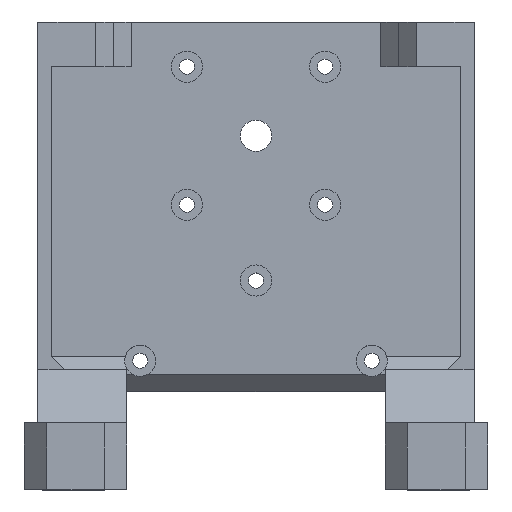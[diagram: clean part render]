
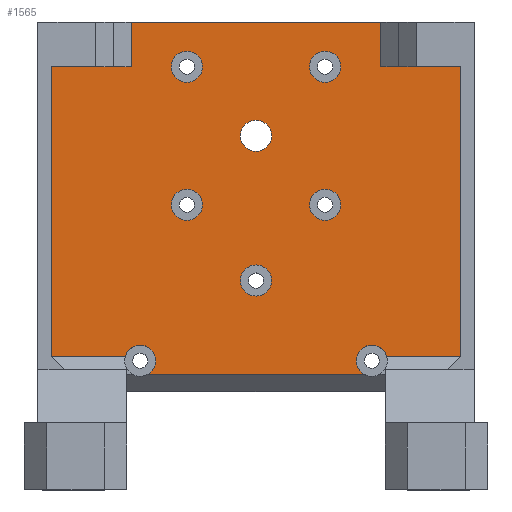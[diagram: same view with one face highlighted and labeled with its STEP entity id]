
A CAD part, top view. The second image highlights one B-rep face of the part: STEP entity #1565.
In plain terms, the highlighted planar face has unit normal (0, 0, 1).
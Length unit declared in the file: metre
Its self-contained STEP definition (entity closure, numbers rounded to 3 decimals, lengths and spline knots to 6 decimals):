
#45=CIRCLE('',#1679,0.0035);
#46=CIRCLE('',#1680,0.0035);
#47=CIRCLE('',#1681,0.0035);
#48=CIRCLE('',#1682,0.0035);
#49=CIRCLE('',#1683,0.0035);
#50=CIRCLE('',#1684,0.0035);
#51=CIRCLE('',#1685,0.0035);
#52=CIRCLE('',#1686,0.0035);
#171=ORIENTED_EDGE('',*,*,#578,.T.);
#172=ORIENTED_EDGE('',*,*,#579,.F.);
#173=ORIENTED_EDGE('',*,*,#542,.T.);
#174=ORIENTED_EDGE('',*,*,#580,.F.);
#175=ORIENTED_EDGE('',*,*,#581,.T.);
#176=ORIENTED_EDGE('',*,*,#582,.F.);
#177=ORIENTED_EDGE('',*,*,#583,.F.);
#178=ORIENTED_EDGE('',*,*,#584,.T.);
#179=ORIENTED_EDGE('',*,*,#571,.F.);
#180=ORIENTED_EDGE('',*,*,#585,.T.);
#181=ORIENTED_EDGE('',*,*,#586,.F.);
#182=ORIENTED_EDGE('',*,*,#587,.T.);
#183=ORIENTED_EDGE('',*,*,#588,.F.);
#184=ORIENTED_EDGE('',*,*,#589,.F.);
#185=ORIENTED_EDGE('',*,*,#590,.F.);
#186=ORIENTED_EDGE('',*,*,#591,.F.);
#187=ORIENTED_EDGE('',*,*,#592,.F.);
#188=ORIENTED_EDGE('',*,*,#593,.F.);
#542=EDGE_CURVE('',#748,#747,#903,.T.);
#571=EDGE_CURVE('',#773,#774,#931,.T.);
#578=EDGE_CURVE('',#780,#781,#936,.T.);
#579=EDGE_CURVE('',#748,#781,#45,.T.);
#580=EDGE_CURVE('',#782,#747,#46,.T.);
#581=EDGE_CURVE('',#782,#783,#937,.T.);
#582=EDGE_CURVE('',#784,#783,#938,.T.);
#583=EDGE_CURVE('',#785,#784,#939,.T.);
#584=EDGE_CURVE('',#785,#774,#940,.T.);
#585=EDGE_CURVE('',#773,#786,#941,.T.);
#586=EDGE_CURVE('',#787,#786,#942,.T.);
#587=EDGE_CURVE('',#787,#780,#943,.T.);
#588=EDGE_CURVE('',#788,#788,#47,.T.);
#589=EDGE_CURVE('',#789,#789,#48,.T.);
#590=EDGE_CURVE('',#790,#790,#49,.T.);
#591=EDGE_CURVE('',#791,#791,#50,.T.);
#592=EDGE_CURVE('',#792,#792,#51,.T.);
#593=EDGE_CURVE('',#793,#793,#52,.T.);
#747=VERTEX_POINT('',#2335);
#748=VERTEX_POINT('',#2337);
#773=VERTEX_POINT('',#2393);
#774=VERTEX_POINT('',#2395);
#780=VERTEX_POINT('',#2409);
#781=VERTEX_POINT('',#2410);
#782=VERTEX_POINT('',#2413);
#783=VERTEX_POINT('',#2415);
#784=VERTEX_POINT('',#2417);
#785=VERTEX_POINT('',#2419);
#786=VERTEX_POINT('',#2422);
#787=VERTEX_POINT('',#2424);
#788=VERTEX_POINT('',#2427);
#789=VERTEX_POINT('',#2429);
#790=VERTEX_POINT('',#2431);
#791=VERTEX_POINT('',#2433);
#792=VERTEX_POINT('',#2435);
#793=VERTEX_POINT('',#2437);
#903=LINE('',#2336,#1056);
#931=LINE('',#2394,#1084);
#936=LINE('',#2408,#1089);
#937=LINE('',#2414,#1090);
#938=LINE('',#2416,#1091);
#939=LINE('',#2418,#1092);
#940=LINE('',#2420,#1093);
#941=LINE('',#2421,#1094);
#942=LINE('',#2423,#1095);
#943=LINE('',#2425,#1096);
#1056=VECTOR('',#1861,1.);
#1084=VECTOR('',#1897,1.);
#1089=VECTOR('',#1908,1.);
#1090=VECTOR('',#1913,1.);
#1091=VECTOR('',#1914,1.);
#1092=VECTOR('',#1915,1.);
#1093=VECTOR('',#1916,1.);
#1094=VECTOR('',#1917,1.);
#1095=VECTOR('',#1918,1.);
#1096=VECTOR('',#1919,1.);
#1192=EDGE_LOOP('',(#171,#172,#173,#174,#175,#176,#177,#178,#179,#180,#181,
#182));
#1193=EDGE_LOOP('',(#183));
#1194=EDGE_LOOP('',(#184));
#1195=EDGE_LOOP('',(#185));
#1196=EDGE_LOOP('',(#186));
#1197=EDGE_LOOP('',(#187));
#1198=EDGE_LOOP('',(#188));
#1345=FACE_BOUND('',#1192,.T.);
#1346=FACE_BOUND('',#1193,.T.);
#1347=FACE_BOUND('',#1194,.T.);
#1348=FACE_BOUND('',#1195,.T.);
#1349=FACE_BOUND('',#1196,.T.);
#1350=FACE_BOUND('',#1197,.T.);
#1351=FACE_BOUND('',#1198,.T.);
#1496=PLANE('',#1678);
#1565=ADVANCED_FACE('',(#1345,#1346,#1347,#1348,#1349,#1350,#1351),#1496,
 .T.);
#1678=AXIS2_PLACEMENT_3D('',#2407,#1906,#1907);
#1679=AXIS2_PLACEMENT_3D('',#2411,#1909,#1910);
#1680=AXIS2_PLACEMENT_3D('',#2412,#1911,#1912);
#1681=AXIS2_PLACEMENT_3D('',#2426,#1920,#1921);
#1682=AXIS2_PLACEMENT_3D('',#2428,#1922,#1923);
#1683=AXIS2_PLACEMENT_3D('',#2430,#1924,#1925);
#1684=AXIS2_PLACEMENT_3D('',#2432,#1926,#1927);
#1685=AXIS2_PLACEMENT_3D('',#2434,#1928,#1929);
#1686=AXIS2_PLACEMENT_3D('',#2436,#1930,#1931);
#1861=DIRECTION('',(1.,0.,0.));
#1897=DIRECTION('',(1.,0.,0.));
#1906=DIRECTION('',(0.,0.,1.));
#1907=DIRECTION('',(1.,0.,0.));
#1908=DIRECTION('',(1.,0.,0.));
#1909=DIRECTION('',(0.,0.,1.));
#1910=DIRECTION('',(0.,-1.,0.));
#1911=DIRECTION('',(0.,0.,1.));
#1912=DIRECTION('',(0.,-1.,0.));
#1913=DIRECTION('',(1.,0.,0.));
#1914=DIRECTION('',(0.,-1.,0.));
#1915=DIRECTION('',(1.,0.,0.));
#1916=DIRECTION('',(0.,1.,0.));
#1917=DIRECTION('',(0.,-1.,0.));
#1918=DIRECTION('',(1.,0.,0.));
#1919=DIRECTION('',(0.,-1.,0.));
#1920=DIRECTION('',(0.,0.,1.));
#1921=DIRECTION('',(0.,-1.,0.));
#1922=DIRECTION('',(0.,0.,1.));
#1923=DIRECTION('',(0.,-1.,0.));
#1924=DIRECTION('',(0.,0.,1.));
#1925=DIRECTION('',(0.,-1.,0.));
#1926=DIRECTION('',(0.,0.,1.));
#1927=DIRECTION('',(0.,-1.,0.));
#1928=DIRECTION('',(0.,0.,1.));
#1929=DIRECTION('',(0.,-1.,0.));
#1930=DIRECTION('',(0.,0.,1.));
#1931=DIRECTION('',(0.,-1.,0.));
#2335=CARTESIAN_POINT('',(0.024197,-0.0535,0.006));
#2336=CARTESIAN_POINT('',(0.032,-0.0535,0.006));
#2337=CARTESIAN_POINT('',(-0.024197,-0.0535,0.006));
#2393=CARTESIAN_POINT('',(-0.028,0.0255,0.006));
#2394=CARTESIAN_POINT('',(0.,0.0255,0.006));
#2395=CARTESIAN_POINT('',(0.028,0.0255,0.006));
#2407=CARTESIAN_POINT('',(0.,-0.016,0.006));
#2408=CARTESIAN_POINT('',(-0.032,-0.0495,0.006));
#2409=CARTESIAN_POINT('',(-0.046,-0.0495,0.006));
#2410=CARTESIAN_POINT('',(-0.029354,-0.0495,0.006));
#2411=CARTESIAN_POINT('',(-0.026,-0.0505,0.006));
#2412=CARTESIAN_POINT('',(0.026,-0.0505,0.006));
#2413=CARTESIAN_POINT('',(0.029354,-0.0495,0.006));
#2414=CARTESIAN_POINT('',(0.,-0.0495,0.006));
#2415=CARTESIAN_POINT('',(0.046,-0.0495,0.006));
#2416=CARTESIAN_POINT('',(0.046,-0.0415,0.006));
#2417=CARTESIAN_POINT('',(0.046,0.0155,0.006));
#2418=CARTESIAN_POINT('',(0.,0.0155,0.006));
#2419=CARTESIAN_POINT('',(0.028,0.0155,0.006));
#2420=CARTESIAN_POINT('',(0.028,-0.016,0.006));
#2421=CARTESIAN_POINT('',(-0.028,0.0155,0.006));
#2422=CARTESIAN_POINT('',(-0.028,0.0155,0.006));
#2423=CARTESIAN_POINT('',(0.,0.0155,0.006));
#2424=CARTESIAN_POINT('',(-0.046,0.0155,0.006));
#2425=CARTESIAN_POINT('',(-0.046,-0.0415,0.006));
#2426=CARTESIAN_POINT('',(0.,0.,0.006));
#2427=CARTESIAN_POINT('',(0.,-0.0035,0.006));
#2428=CARTESIAN_POINT('',(-0.0155,-0.0155,0.006));
#2429=CARTESIAN_POINT('',(-0.0155,-0.019,0.006));
#2430=CARTESIAN_POINT('',(0.0155,-0.0155,0.006));
#2431=CARTESIAN_POINT('',(0.0155,-0.019,0.006));
#2432=CARTESIAN_POINT('',(0.0155,0.0155,0.006));
#2433=CARTESIAN_POINT('',(0.0155,0.012,0.006));
#2434=CARTESIAN_POINT('',(-0.0155,0.0155,0.006));
#2435=CARTESIAN_POINT('',(-0.0155,0.012,0.006));
#2436=CARTESIAN_POINT('',(0.,-0.0325,0.006));
#2437=CARTESIAN_POINT('',(0.,-0.036,0.006));
